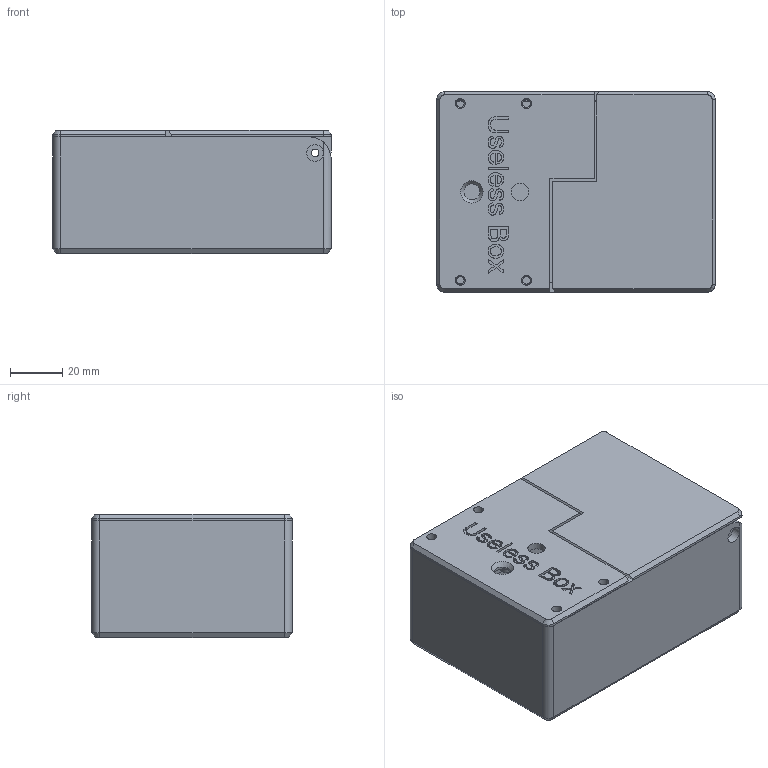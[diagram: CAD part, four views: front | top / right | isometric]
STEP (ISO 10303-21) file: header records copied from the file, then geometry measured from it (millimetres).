
FILE_DESCRIPTION(/* description */ (''),/* implementation_level */ '2;1');
FILE_NAME(/* name */ 'Smart Useless Box base v1.step',/* time_stamp */ '2019-09-11T22:42:21+02:00',/* author */ (''),/* organization */ (''),/* preprocessor_version */ 'ST-DEVELOPER v18',/* originating_system */ 'Autodesk Translation Framework v8.6.0.1094',/* authorisation */ '');
FILE_SCHEMA (('AUTOMOTIVE_DESIGN { 1 0 10303 214 3 1 1 }'));
Length unit declared in the file: millimetre
Products named in the file (4): Useless Box; Box Base; Fixed Lid; Moving Lid
Assembly tree (3 placements, depth 2):
  Useless Box
    Box Base
    Fixed Lid
    Moving Lid
Bounding box: 107 x 77 x 47.6 mm (x, y, z)
Volume: 102735 mm3; surface area: 69708.9 mm2
Topology: 5 solids, 5 shells, 420 faces, 1159 edges, 763 vertices
Faces by surface type: bspline 188, plane 178, cylinder 41, cone 13
Full cylindrical faces by diameter (mm): 2.2 x2, 2.5 x2, 3 x7, 3.8 x4, 4.5 x2, 6.2 x1, 6.4 x2, 6.7 x1
Entity records: 15889 total; most frequent: CARTESIAN_POINT 6222, ORIENTED_EDGE 2318, DIRECTION 1366, EDGE_CURVE 1159, VERTEX_POINT 763, LINE 668, VECTOR 668, EDGE_LOOP 470
